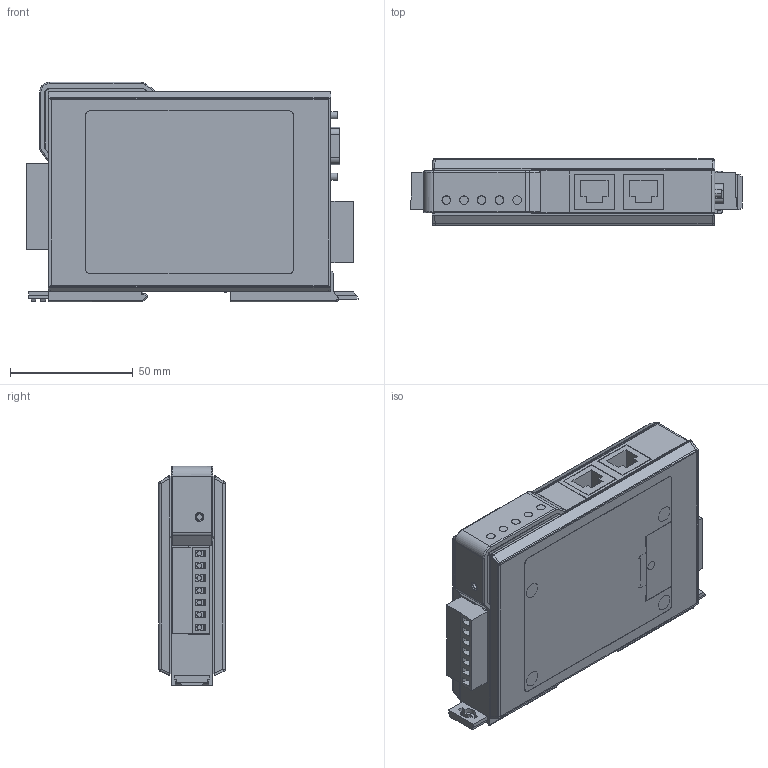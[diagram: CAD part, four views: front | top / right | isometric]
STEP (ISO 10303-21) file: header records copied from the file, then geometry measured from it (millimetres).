
FILE_DESCRIPTION((''),'2;1');
FILE_NAME('NPORT_IA5150','2013-06-27T',('Vincent_Huang'),(''),'PRO/ENGINEER BY PARAMETRIC TECHNOLOGY CORPORATION, 2004320','PRO/ENGINEER BY PARAMETRIC TECHNOLOGY CORPORATION, 2004320','');
FILE_SCHEMA(('CONFIG_CONTROL_DESIGN'));
Products named in the file (1): NPORT_IA5150
Bounding box: 135.05 x 27 x 89.2 mm (x, y, z)
Surface area: 183412.3 mm2 (no closed solid volume)
Topology: 0 solids, 17 shells, 2509 faces, 6635 edges, 4373 vertices
Faces by surface type: plane 1904, cylinder 553, torus 16, cone 16, sphere 14, bspline 6
Entity records: 77683 total; most frequent: CARTESIAN_POINT 14104, ORIENTED_EDGE 13254, DIRECTION 12670, EDGE_CURVE 6627, VECTOR 5390, LINE 5390, VERTEX_POINT 4373, AXIS2_PLACEMENT_3D 3640
